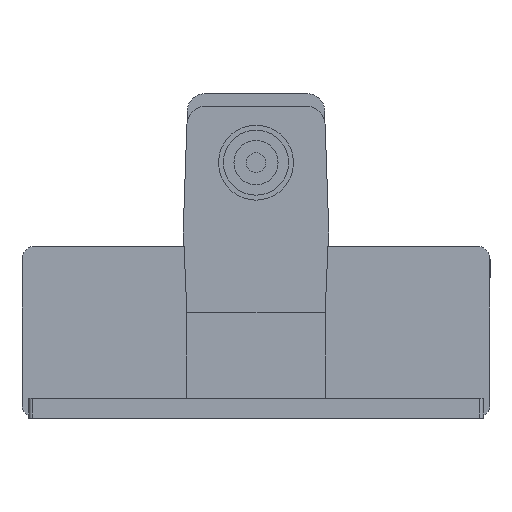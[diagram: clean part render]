
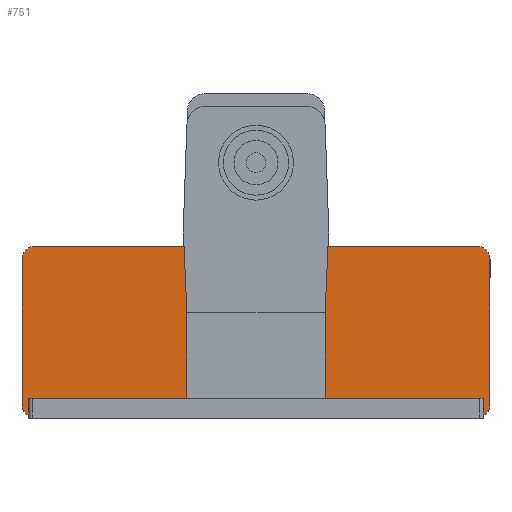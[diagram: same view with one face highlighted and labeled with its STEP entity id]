
A CAD part, left-side view. The second image highlights one B-rep face of the part: STEP entity #751.
In plain terms, the highlighted planar face has unit normal (-1, 0, 0).
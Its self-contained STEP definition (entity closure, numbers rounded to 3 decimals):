
#381=FACE_BOUND('',#1291,.T.);
#382=FACE_BOUND('',#1292,.T.);
#571=CIRCLE('',#3928,5.5);
#572=CIRCLE('',#3929,5.5);
#573=CIRCLE('',#3930,5.5);
#574=CIRCLE('',#3931,5.5);
#575=CIRCLE('',#3932,20.);
#751=ADVANCED_FACE('',(#381,#382),#949,.T.);
#949=PLANE('',#3933);
#1291=EDGE_LOOP('',(#1741,#1742,#1743,#1744,#1745,#1746,#1747,#1748));
#1292=EDGE_LOOP('',(#1749));
#1741=ORIENTED_EDGE('',*,*,#2875,.T.);
#1742=ORIENTED_EDGE('',*,*,#2876,.T.);
#1743=ORIENTED_EDGE('',*,*,#2877,.T.);
#1744=ORIENTED_EDGE('',*,*,#2878,.T.);
#1745=ORIENTED_EDGE('',*,*,#2879,.T.);
#1746=ORIENTED_EDGE('',*,*,#2880,.T.);
#1747=ORIENTED_EDGE('',*,*,#2881,.T.);
#1748=ORIENTED_EDGE('',*,*,#2882,.T.);
#1749=ORIENTED_EDGE('',*,*,#2883,.T.);
#2513=VERTEX_POINT('',#5552);
#2514=VERTEX_POINT('',#5553);
#2515=VERTEX_POINT('',#5555);
#2516=VERTEX_POINT('',#5557);
#2517=VERTEX_POINT('',#5559);
#2518=VERTEX_POINT('',#5561);
#2519=VERTEX_POINT('',#5563);
#2520=VERTEX_POINT('',#5565);
#2521=VERTEX_POINT('',#5568);
#2875=EDGE_CURVE('',#2513,#2514,#3301,.T.);
#2876=EDGE_CURVE('',#2514,#2515,#571,.T.);
#2877=EDGE_CURVE('',#2515,#2516,#3302,.T.);
#2878=EDGE_CURVE('',#2516,#2517,#572,.T.);
#2879=EDGE_CURVE('',#2517,#2518,#3303,.T.);
#2880=EDGE_CURVE('',#2518,#2519,#573,.T.);
#2881=EDGE_CURVE('',#2519,#2520,#3304,.T.);
#2882=EDGE_CURVE('',#2520,#2513,#574,.T.);
#2883=EDGE_CURVE('',#2521,#2521,#575,.T.);
#3301=LINE('',#5551,#3603);
#3302=LINE('',#5556,#3604);
#3303=LINE('',#5560,#3605);
#3304=LINE('',#5564,#3606);
#3603=VECTOR('',#4504,1.);
#3604=VECTOR('',#4507,1.);
#3605=VECTOR('',#4510,1.);
#3606=VECTOR('',#4513,1.);
#3928=AXIS2_PLACEMENT_3D('',#5554,#4505,#4506);
#3929=AXIS2_PLACEMENT_3D('',#5558,#4508,#4509);
#3930=AXIS2_PLACEMENT_3D('',#5562,#4511,#4512);
#3931=AXIS2_PLACEMENT_3D('',#5566,#4514,#4515);
#3932=AXIS2_PLACEMENT_3D('',#5567,#4516,#4517);
#3933=AXIS2_PLACEMENT_3D('',#5569,#4518,#4519);
#4504=DIRECTION('',(0.,0.,-1.));
#4505=DIRECTION('',(-1.,0.,0.));
#4506=DIRECTION('',(0.,0.,1.));
#4507=DIRECTION('',(0.,-1.,0.));
#4508=DIRECTION('',(-1.,0.,0.));
#4509=DIRECTION('',(0.,0.,1.));
#4510=DIRECTION('',(0.,0.,1.));
#4511=DIRECTION('',(-1.,0.,0.));
#4512=DIRECTION('',(0.,0.,1.));
#4513=DIRECTION('',(0.,1.,0.));
#4514=DIRECTION('',(-1.,0.,0.));
#4515=DIRECTION('',(0.,0.,1.));
#4516=DIRECTION('',(1.,0.,0.));
#4517=DIRECTION('',(0.,0.,-1.));
#4518=DIRECTION('',(-1.,0.,0.));
#4519=DIRECTION('',(0.,0.,1.));
#5551=CARTESIAN_POINT('',(-731.5,95.25,-62.));
#5552=CARTESIAN_POINT('',(-731.5,95.25,-67.5));
#5553=CARTESIAN_POINT('',(-731.5,95.25,-126.5));
#5554=CARTESIAN_POINT('',(-731.5,89.75,-126.5));
#5555=CARTESIAN_POINT('',(-731.5,89.75,-132.));
#5556=CARTESIAN_POINT('',(-731.5,95.25,-132.));
#5557=CARTESIAN_POINT('',(-731.5,-89.75,-132.));
#5558=CARTESIAN_POINT('',(-731.5,-89.75,-126.5));
#5559=CARTESIAN_POINT('',(-731.5,-95.25,-126.5));
#5560=CARTESIAN_POINT('',(-731.5,-95.25,-132.));
#5561=CARTESIAN_POINT('',(-731.5,-95.25,-67.5));
#5562=CARTESIAN_POINT('',(-731.5,-89.75,-67.5));
#5563=CARTESIAN_POINT('',(-731.5,-89.75,-62.));
#5564=CARTESIAN_POINT('',(-731.5,-95.25,-62.));
#5565=CARTESIAN_POINT('',(-731.5,89.75,-62.));
#5566=CARTESIAN_POINT('',(-731.5,89.75,-67.5));
#5567=CARTESIAN_POINT('',(-731.5,0.,-89.));
#5568=CARTESIAN_POINT('',(-731.5,0.,-109.));
#5569=CARTESIAN_POINT('',(-731.5,0.,-89.));
